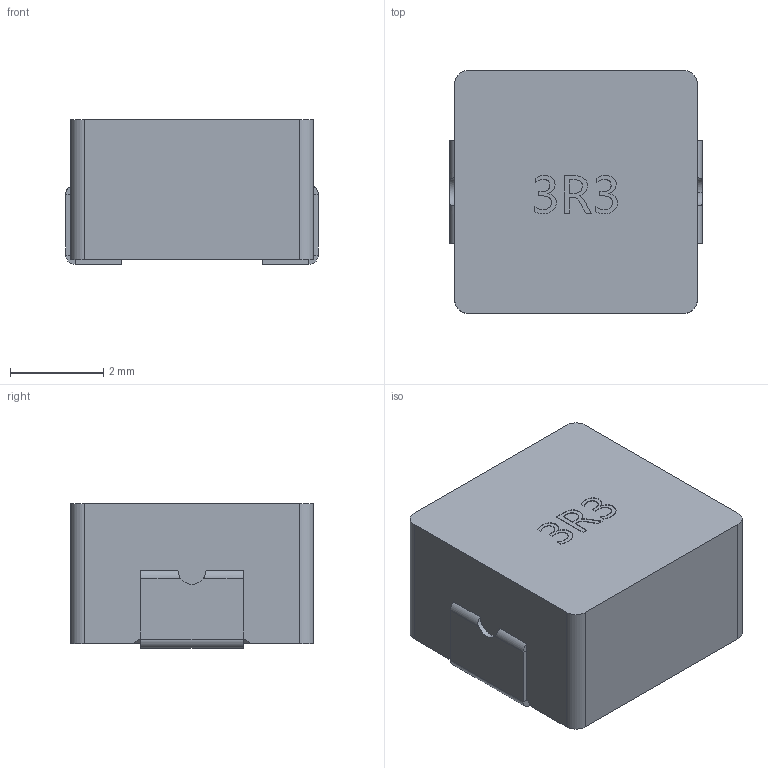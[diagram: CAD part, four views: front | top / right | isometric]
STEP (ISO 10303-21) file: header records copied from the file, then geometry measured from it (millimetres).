
FILE_DESCRIPTION (( 'STEP AP214' ), '1' );
FILE_NAME ('PSPMAA0503.STEP', '2024-02-21T01:40:55', ( '' ), ( '' ), 'SwSTEP 2.0', 'SolidWorks 2022', '' );
FILE_SCHEMA (( 'AUTOMOTIVE_DESIGN' ));
Length unit declared in the file: millimetre
Products named in the file (3): PSPMAA0503; SOLID^IND-SMD_L5.4-W5.2_L1_3D_PCB1_2024-02-21(2)_3D_PCB1_2024-02-21; IND-SMD_L5.4-W5.2^L1_3D_PCB1_2024-02-21(2)_3D_PCB1_2024-02-21
Assembly tree (2 placements, depth 3):
  PSPMAA0503
    IND-SMD_L5.4-W5.2^L1_3D_PCB1_2024-02-21(2)_3D_PCB1_2024-02-21
      SOLID^IND-SMD_L5.4-W5.2_L1_3D_PCB1_2024-02-21(2)_3D_PCB1_2024-02-21
Bounding box: 5.4 x 5.2 x 3.1 mm (x, y, z)
Volume: 81.9 mm3; surface area: 118.6 mm2
Topology: 1 solids, 1 shells, 390 faces, 1058 edges, 700 vertices
Faces by surface type: plane 235, bspline 142, cylinder 13
Entity records: 15136 total; most frequent: CARTESIAN_POINT 6192, ORIENTED_EDGE 2116, DIRECTION 1296, EDGE_CURVE 1058, LINE 744, VECTOR 744, VERTEX_POINT 700, EDGE_LOOP 420
